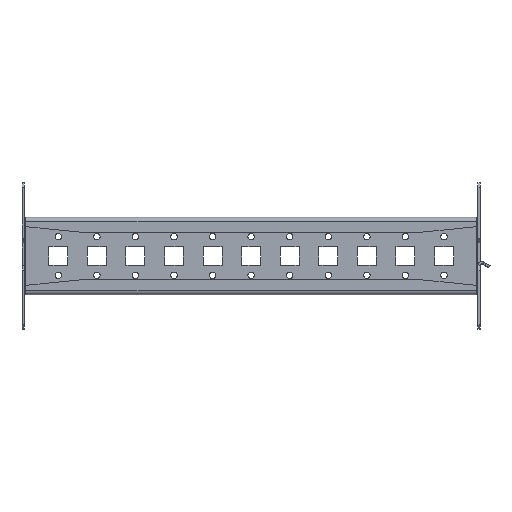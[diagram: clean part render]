
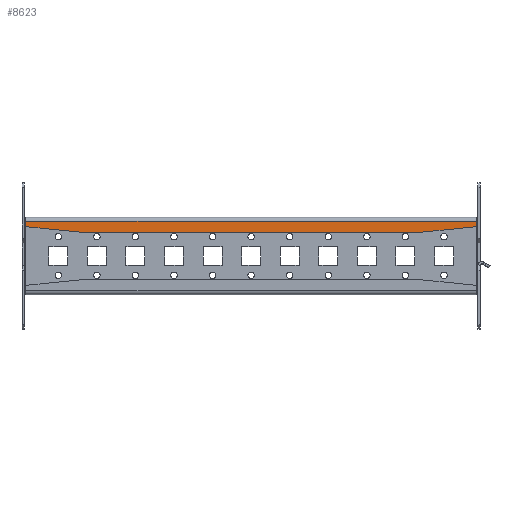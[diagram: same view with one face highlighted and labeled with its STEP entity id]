
A CAD part, front view. The second image highlights one B-rep face of the part: STEP entity #8623.
In plain terms, the highlighted planar face has unit normal (0, -1, 0).
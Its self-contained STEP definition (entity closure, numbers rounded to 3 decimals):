
#99 = AXIS2_PLACEMENT_3D ( 'NONE', #9230, #620, #5634 ) ;
#195 = VERTEX_POINT ( 'NONE', #3030 ) ;
#224 = EDGE_CURVE ( 'NONE', #2994, #7694, #5824, .T. ) ;
#349 = ORIENTED_EDGE ( 'NONE', *, *, #224, .T. ) ;
#620 = DIRECTION ( 'NONE',  ( 0., -1., 0. ) ) ;
#712 = CARTESIAN_POINT ( 'NONE',  ( 146., -34., 15. ) ) ;
#903 = CARTESIAN_POINT ( 'NONE',  ( -146., -34., 22.5 ) ) ;
#1465 = CARTESIAN_POINT ( 'NONE',  ( -0.436, -34., 4.356 ) ) ;
#1822 = CARTESIAN_POINT ( 'NONE',  ( 0., -34., 22.5 ) ) ;
#2349 = DIRECTION ( 'NONE',  ( 0.995, 0., 0.1 ) ) ;
#2631 = CARTESIAN_POINT ( 'NONE',  ( 0.436, -34., 4.356 ) ) ;
#2734 = PLANE ( 'NONE',  #99 ) ;
#2939 = VECTOR ( 'NONE', #8469, 1000. ) ;
#2994 = VERTEX_POINT ( 'NONE', #7188 ) ;
#3030 = CARTESIAN_POINT ( 'NONE',  ( 146., -34., 22.5 ) ) ;
#3308 = DIRECTION ( 'NONE',  ( 0.995, 0., -0.1 ) ) ;
#3329 = CARTESIAN_POINT ( 'NONE',  ( -146., -34., 15. ) ) ;
#3382 = EDGE_LOOP ( 'NONE', ( #8454, #349, #6228, #3689, #5209, #6350 ) ) ;
#3431 = CARTESIAN_POINT ( 'NONE',  ( 146., -34., 19. ) ) ;
#3536 = VECTOR ( 'NONE', #8691, 1000. ) ;
#3674 = DIRECTION ( 'NONE',  ( -1., 0., 0. ) ) ;
#3689 = ORIENTED_EDGE ( 'NONE', *, *, #7197, .T. ) ;
#4107 = FACE_OUTER_BOUND ( 'NONE', #3382, .T. ) ;
#4244 = EDGE_CURVE ( 'NONE', #5088, #7244, #9127, .T. ) ;
#5088 = VERTEX_POINT ( 'NONE', #5543 ) ;
#5209 = ORIENTED_EDGE ( 'NONE', *, *, #8225, .F. ) ;
#5543 = CARTESIAN_POINT ( 'NONE',  ( -146., -34., 19. ) ) ;
#5634 = DIRECTION ( 'NONE',  ( 0., 0., -1. ) ) ;
#5824 = LINE ( 'NONE', #1465, #8620 ) ;
#5920 = LINE ( 'NONE', #1822, #8239 ) ;
#6113 = VERTEX_POINT ( 'NONE', #903 ) ;
#6228 = ORIENTED_EDGE ( 'NONE', *, *, #7419, .F. ) ;
#6350 = ORIENTED_EDGE ( 'NONE', *, *, #4244, .T. ) ;
#6407 = VECTOR ( 'NONE', #3674, 1000. ) ;
#6447 = VECTOR ( 'NONE', #3308, 1000. ) ;
#6498 = LINE ( 'NONE', #712, #3536 ) ;
#6598 = DIRECTION ( 'NONE',  ( -1., 0., 0. ) ) ;
#7188 = CARTESIAN_POINT ( 'NONE',  ( 106., -34., 15. ) ) ;
#7197 = EDGE_CURVE ( 'NONE', #195, #6113, #5920, .T. ) ;
#7244 = VERTEX_POINT ( 'NONE', #8807 ) ;
#7289 = CARTESIAN_POINT ( 'NONE',  ( -146., -34., 15. ) ) ;
#7419 = EDGE_CURVE ( 'NONE', #195, #7694, #6498, .T. ) ;
#7694 = VERTEX_POINT ( 'NONE', #3431 ) ;
#8225 = EDGE_CURVE ( 'NONE', #5088, #6113, #9336, .T. ) ;
#8239 = VECTOR ( 'NONE', #6598, 1000. ) ;
#8454 = ORIENTED_EDGE ( 'NONE', *, *, #8971, .F. ) ;
#8469 = DIRECTION ( 'NONE',  ( 0., 0., 1. ) ) ;
#8620 = VECTOR ( 'NONE', #2349, 1000. ) ;
#8623 = ADVANCED_FACE ( 'NONE', ( #4107 ), #2734, .T. ) ;
#8691 = DIRECTION ( 'NONE',  ( 0., 0., -1. ) ) ;
#8791 = LINE ( 'NONE', #7289, #6407 ) ;
#8807 = CARTESIAN_POINT ( 'NONE',  ( -106., -34., 15. ) ) ;
#8971 = EDGE_CURVE ( 'NONE', #2994, #7244, #8791, .T. ) ;
#9127 = LINE ( 'NONE', #2631, #6447 ) ;
#9230 = CARTESIAN_POINT ( 'NONE',  ( 0., -34., 0. ) ) ;
#9336 = LINE ( 'NONE', #3329, #2939 ) ;
